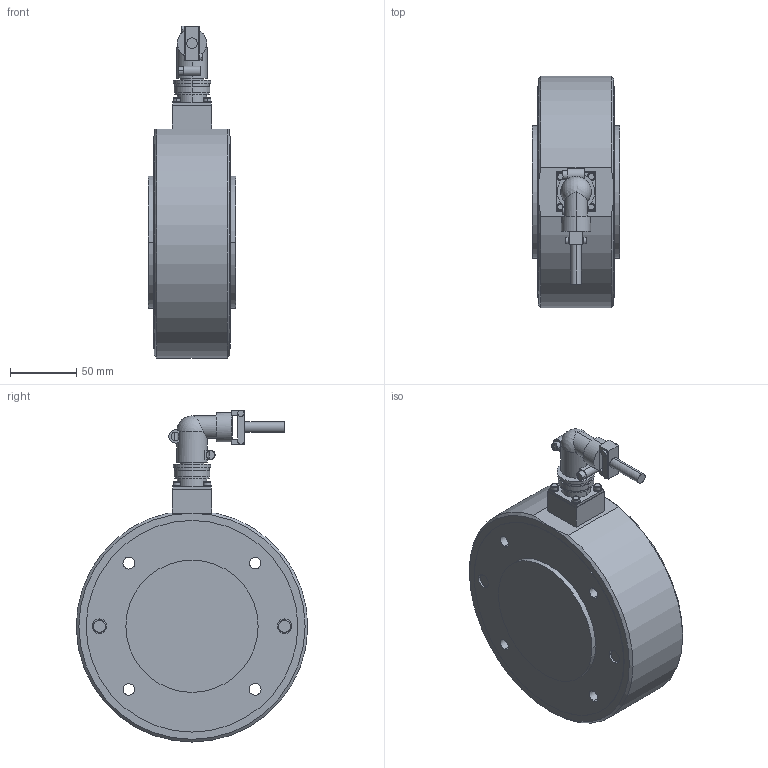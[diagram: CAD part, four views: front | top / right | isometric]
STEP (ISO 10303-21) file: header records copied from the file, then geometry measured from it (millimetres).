
FILE_DESCRIPTION((''),'2;1');
FILE_NAME('31101817_-.stp','2019-10-07T12:53:23',(''),(''),'Mechanical Desktop 2009','Mechanical Desktop 2009',', , ');
FILE_SCHEMA(('CONFIG_CONTROL_DESIGN'));
Length unit declared in the file: millimetre
Products named in the file (34): ZEICHNUNG2; L50324_STP; L4974404; TEIL1AA; L49745; TEIL1AAAAAA; L49015; ~TEIL1; L47663; TEIL1AAAAA; L47664; TEIL1AAA; L4340401; TEIL1AAAA; I-6KT_SCHRAUBE_M6X50; I-6KT_SCHRAUBE_M6X50A; SICHERUNGSRING_J72; SICHERUNGSRING_J72A; V_RING_V40AA; V_RING_V40A; PENDELKUGELLAGER_1306TVA; PENDELKUGELLAGER_1306TV; L49026; TEIL1A; FEDERRING_M3A; FEDERRING_M3; I-6KT_SCHRAUBE_M3X25A; I-6KT_SCHRAUBE_M3X25; FLANSCHDOSE_WINKEL_AMPH_4-POLIG; TEIL1; RM_SDB; FLANSCHDOSE_14S-2P_4-POLIGA; FLANSCHDOSE_14S-2P_4-POLIG; RM_SDBA
Assembly tree (40 placements, depth 4):
  ZEICHNUNG2
    L50324_STP
      L4974404
        TEIL1AA
      L49745
        TEIL1AAAAAA
      L49015
        ~TEIL1
      L47663
        TEIL1AAAAA
      L47664
        TEIL1AAA
      L4340401  x2
        TEIL1AAAA
      I-6KT_SCHRAUBE_M6X50  x2
        I-6KT_SCHRAUBE_M6X50A
      SICHERUNGSRING_J72
        SICHERUNGSRING_J72A
      V_RING_V40AA
        V_RING_V40A
      PENDELKUGELLAGER_1306TVA
        PENDELKUGELLAGER_1306TV
      L49026
        TEIL1A
      FEDERRING_M3A  x4
        FEDERRING_M3
      I-6KT_SCHRAUBE_M3X25A  x4
        I-6KT_SCHRAUBE_M3X25
      FLANSCHDOSE_WINKEL_AMPH_4-POLIG
        TEIL1
    RM_SDB  x3
  FLANSCHDOSE_14S-2P_4-POLIGA
  FLANSCHDOSE_14S-2P_4-POLIG
  RM_SDBA
Bounding box: 65.9 x 174.96 x 251 mm (x, y, z)
Volume: 1295143.3 mm3; surface area: 273518.9 mm2
Topology: 22 solids, 22 shells, 415 faces, 990 edges, 642 vertices
Faces by surface type: cylinder 239, plane 115, cone 38, torus 20, bspline 2, sphere 1
Entity records: 11483 total; most frequent: CARTESIAN_POINT 2152, DIRECTION 2035, ORIENTED_EDGE 1588, AXIS2_PLACEMENT_3D 863, EDGE_CURVE 794, VERTEX_POINT 520, CIRCLE 464, EDGE_LOOP 452
